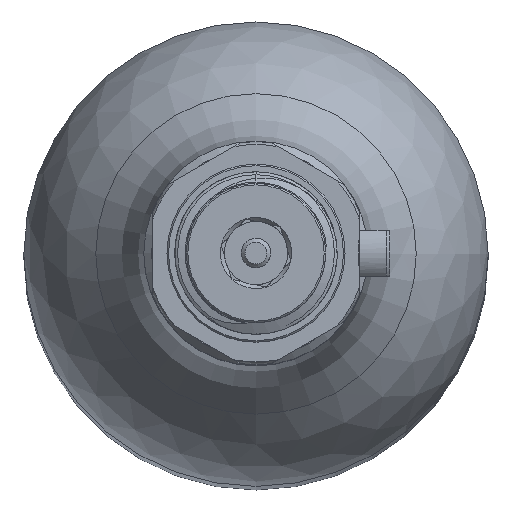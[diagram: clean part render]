
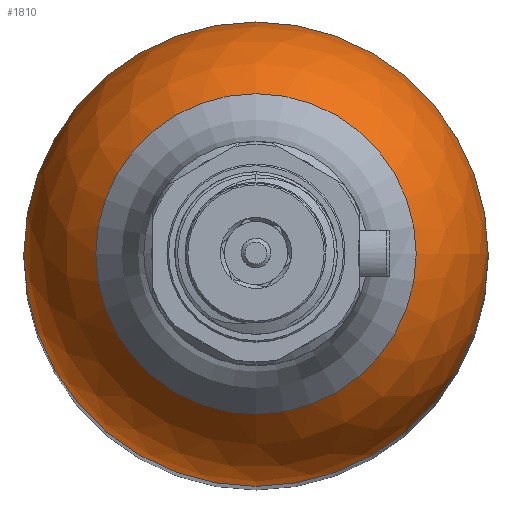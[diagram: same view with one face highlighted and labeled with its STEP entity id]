
A CAD part, top view. The second image highlights one B-rep face of the part: STEP entity #1810.
In plain terms, the highlighted spherical face has radius 30 mm.
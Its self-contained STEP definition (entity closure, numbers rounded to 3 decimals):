
#341=SPHERICAL_SURFACE('',#1965,30.);
#425=ORIENTED_EDGE('',*,*,#942,.F.);
#426=ORIENTED_EDGE('',*,*,#946,.F.);
#942=EDGE_CURVE('',#1225,#1225,#1422,.T.);
#946=EDGE_CURVE('',#1229,#1229,#1426,.T.);
#1225=VERTEX_POINT('',#2580);
#1229=VERTEX_POINT('',#2593);
#1422=CIRCLE('',#1955,30.);
#1426=CIRCLE('',#1964,20.7);
#1520=EDGE_LOOP('',(#425));
#1521=EDGE_LOOP('',(#426));
#1660=FACE_BOUND('',#1520,.T.);
#1661=FACE_BOUND('',#1521,.T.);
#1810=ADVANCED_FACE('',(#1660,#1661),#341,.T.);
#1955=AXIS2_PLACEMENT_3D('',#2579,#2138,#2139);
#1964=AXIS2_PLACEMENT_3D('',#2592,#2156,#2157);
#1965=AXIS2_PLACEMENT_3D('',#2594,#2158,#2159);
#2138=DIRECTION('',(0.,0.,-1.));
#2139=DIRECTION('',(-1.,0.,0.));
#2156=DIRECTION('',(0.,0.,1.));
#2157=DIRECTION('',(-1.,0.,0.));
#2158=DIRECTION('',(0.,0.,-1.));
#2159=DIRECTION('',(-1.,0.,0.));
#2579=CARTESIAN_POINT('',(0.,0.,270.));
#2580=CARTESIAN_POINT('',(30.,0.,270.));
#2592=CARTESIAN_POINT('',(0.,0.,291.714));
#2593=CARTESIAN_POINT('',(20.7,0.,291.714));
#2594=CARTESIAN_POINT('',(0.,0.,270.));
